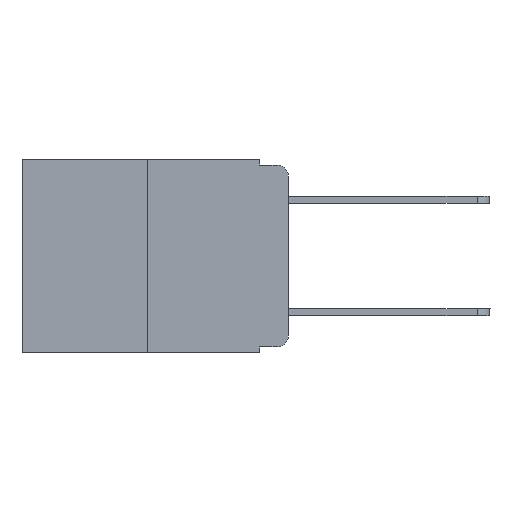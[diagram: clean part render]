
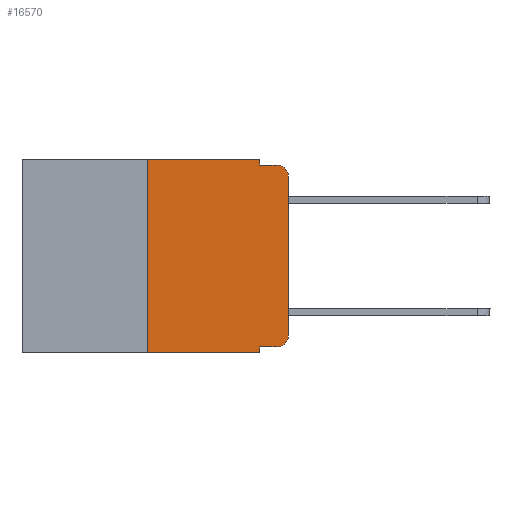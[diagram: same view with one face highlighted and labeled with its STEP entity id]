
A CAD part, left-side view. The second image highlights one B-rep face of the part: STEP entity #16570.
In plain terms, the highlighted planar face has unit normal (-1, 0, 0).
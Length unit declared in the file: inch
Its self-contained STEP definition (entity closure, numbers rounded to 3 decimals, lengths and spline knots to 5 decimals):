
#502 = EDGE_CURVE ( 'NONE', #1294, #21717, #12043, .T. ) ;
#1095 = DIRECTION ( 'NONE',  ( 0., 0., -1. ) ) ;
#1294 = VERTEX_POINT ( 'NONE', #16689 ) ;
#1344 = CARTESIAN_POINT ( 'NONE',  ( 0., 0.051, -0.01 ) ) ;
#1503 = ORIENTED_EDGE ( 'NONE', *, *, #1974, .F. ) ;
#1534 = CARTESIAN_POINT ( 'NONE',  ( 0., 0.02, -0.313 ) ) ;
#1581 = AXIS2_PLACEMENT_3D ( 'NONE', #4937, #20250, #20323 ) ;
#1974 = EDGE_CURVE ( 'NONE', #21717, #20502, #19547, .T. ) ;
#2762 = LINE ( 'NONE', #7031, #11471 ) ;
#3144 = DIRECTION ( 'NONE',  ( 0., 0., -1. ) ) ;
#4687 = VECTOR ( 'NONE', #1095, 39.37008 ) ;
#4937 = CARTESIAN_POINT ( 'NONE',  ( 0., 0.02, -0.03 ) ) ;
#4971 = CARTESIAN_POINT ( 'NONE',  ( 0., 0.473, 0. ) ) ;
#5013 = EDGE_CURVE ( 'NONE', #1294, #13879, #18083, .T. ) ;
#5081 = CIRCLE ( 'NONE', #1581, 0.02 ) ;
#5830 = ORIENTED_EDGE ( 'NONE', *, *, #9753, .T. ) ;
#6425 = ORIENTED_EDGE ( 'NONE', *, *, #8693, .T. ) ;
#6870 = VERTEX_POINT ( 'NONE', #10478 ) ;
#6920 = ORIENTED_EDGE ( 'NONE', *, *, #8305, .T. ) ;
#7031 = CARTESIAN_POINT ( 'NONE',  ( 0., 0.051, 0. ) ) ;
#7071 = DIRECTION ( 'NONE',  ( 0., -1., 0. ) ) ;
#7239 = CARTESIAN_POINT ( 'NONE',  ( 0., 0., -0.03 ) ) ;
#7333 = ORIENTED_EDGE ( 'NONE', *, *, #14661, .T. ) ;
#7537 = DIRECTION ( 'NONE',  ( 0., 0., 1. ) ) ;
#7966 = VECTOR ( 'NONE', #9638, 39.37008 ) ;
#8134 = VERTEX_POINT ( 'NONE', #13001 ) ;
#8305 = EDGE_CURVE ( 'NONE', #16861, #12346, #5081, .T. ) ;
#8343 = AXIS2_PLACEMENT_3D ( 'NONE', #4971, #17114, #3144 ) ;
#8573 = CARTESIAN_POINT ( 'NONE',  ( 0., 0.25, 0. ) ) ;
#8693 = EDGE_CURVE ( 'NONE', #6870, #13831, #20524, .T. ) ;
#8729 = DIRECTION ( 'NONE',  ( 0., 0., 1. ) ) ;
#9142 = VECTOR ( 'NONE', #13045, 39.37008 ) ;
#9173 = CARTESIAN_POINT ( 'NONE',  ( 0., 0., 0. ) ) ;
#9485 = CARTESIAN_POINT ( 'NONE',  ( 0., 0.051, -0.01 ) ) ;
#9638 = DIRECTION ( 'NONE',  ( 0., -1., 0. ) ) ;
#9733 = EDGE_CURVE ( 'NONE', #10719, #12346, #17238, .T. ) ;
#9753 = EDGE_CURVE ( 'NONE', #13831, #8134, #12884, .T. ) ;
#10108 = LINE ( 'NONE', #21974, #4687 ) ;
#10142 = DIRECTION ( 'NONE',  ( -1., 0., 0. ) ) ;
#10145 = AXIS2_PLACEMENT_3D ( 'NONE', #1534, #10142, #20301 ) ;
#10227 = DIRECTION ( 'NONE',  ( 0., 0., -1. ) ) ;
#10355 = EDGE_LOOP ( 'NONE', ( #7333, #6920, #12307, #15292, #1503, #17473, #13685, #18240, #6425, #5830 ) ) ;
#10478 = CARTESIAN_POINT ( 'NONE',  ( 0., 0.051, -0.333 ) ) ;
#10569 = VECTOR ( 'NONE', #7537, 39.37008 ) ;
#10644 = CARTESIAN_POINT ( 'NONE',  ( 0., 0.473, -0.343 ) ) ;
#10719 = VERTEX_POINT ( 'NONE', #1344 ) ;
#11471 = VECTOR ( 'NONE', #10227, 39.37008 ) ;
#11502 = EDGE_CURVE ( 'NONE', #6870, #13879, #10108, .T. ) ;
#12012 = CARTESIAN_POINT ( 'NONE',  ( 0., 0.02, -0.333 ) ) ;
#12043 = LINE ( 'NONE', #8573, #18801 ) ;
#12229 = CARTESIAN_POINT ( 'NONE',  ( 0., 0.051, -0.343 ) ) ;
#12307 = ORIENTED_EDGE ( 'NONE', *, *, #9733, .F. ) ;
#12346 = VERTEX_POINT ( 'NONE', #20830 ) ;
#12884 = CIRCLE ( 'NONE', #10145, 0.02 ) ;
#13001 = CARTESIAN_POINT ( 'NONE',  ( 0., 0., -0.313 ) ) ;
#13045 = DIRECTION ( 'NONE',  ( 0., -1., 0. ) ) ;
#13472 = VECTOR ( 'NONE', #7071, 39.37008 ) ;
#13685 = ORIENTED_EDGE ( 'NONE', *, *, #5013, .T. ) ;
#13831 = VERTEX_POINT ( 'NONE', #12012 ) ;
#13879 = VERTEX_POINT ( 'NONE', #12229 ) ;
#13987 = CARTESIAN_POINT ( 'NONE',  ( 0., 0.051, 0. ) ) ;
#14522 = CARTESIAN_POINT ( 'NONE',  ( 0., 0.25, 0. ) ) ;
#14661 = EDGE_CURVE ( 'NONE', #8134, #16861, #21138, .T. ) ;
#14729 = CARTESIAN_POINT ( 'NONE',  ( 0., 0.051, -0.333 ) ) ;
#14997 = DIRECTION ( 'NONE',  ( 0., -1., 0. ) ) ;
#15292 = ORIENTED_EDGE ( 'NONE', *, *, #17812, .F. ) ;
#15389 = PLANE ( 'NONE',  #8343 ) ;
#16570 = ADVANCED_FACE ( 'NONE', ( #21566 ), #15389, .F. ) ;
#16689 = CARTESIAN_POINT ( 'NONE',  ( 0., 0.25, -0.343 ) ) ;
#16861 = VERTEX_POINT ( 'NONE', #7239 ) ;
#17114 = DIRECTION ( 'NONE',  ( 1., 0., 0. ) ) ;
#17238 = LINE ( 'NONE', #9485, #7966 ) ;
#17473 = ORIENTED_EDGE ( 'NONE', *, *, #502, .F. ) ;
#17812 = EDGE_CURVE ( 'NONE', #20502, #10719, #2762, .T. ) ;
#18083 = LINE ( 'NONE', #10644, #13472 ) ;
#18240 = ORIENTED_EDGE ( 'NONE', *, *, #11502, .F. ) ;
#18801 = VECTOR ( 'NONE', #8729, 39.37008 ) ;
#19547 = LINE ( 'NONE', #21640, #20345 ) ;
#20250 = DIRECTION ( 'NONE',  ( -1., 0., 0. ) ) ;
#20301 = DIRECTION ( 'NONE',  ( 0., 0., -1. ) ) ;
#20323 = DIRECTION ( 'NONE',  ( 0., 0., -1. ) ) ;
#20345 = VECTOR ( 'NONE', #14997, 39.37008 ) ;
#20502 = VERTEX_POINT ( 'NONE', #13987 ) ;
#20524 = LINE ( 'NONE', #14729, #9142 ) ;
#20830 = CARTESIAN_POINT ( 'NONE',  ( 0., 0.02, -0.01 ) ) ;
#21138 = LINE ( 'NONE', #9173, #10569 ) ;
#21566 = FACE_OUTER_BOUND ( 'NONE', #10355, .T. ) ;
#21640 = CARTESIAN_POINT ( 'NONE',  ( 0., 0.473, 0. ) ) ;
#21717 = VERTEX_POINT ( 'NONE', #14522 ) ;
#21974 = CARTESIAN_POINT ( 'NONE',  ( 0., 0.051, 0. ) ) ;
